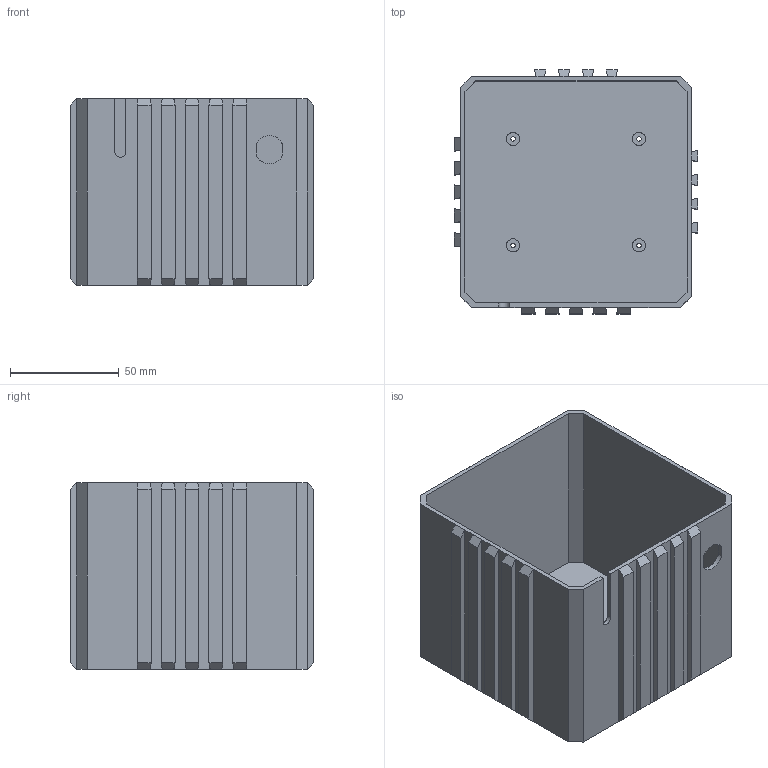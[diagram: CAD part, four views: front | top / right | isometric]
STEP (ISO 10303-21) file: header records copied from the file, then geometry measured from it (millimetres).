
FILE_DESCRIPTION(/* description */ (''),/* implementation_level */ '2;1');
FILE_NAME(/* name */ 'PERIST~1',/* time_stamp */ '2019-02-04T20:01:34-05:00',/* author */ (''),/* organization */ (''),/* preprocessor_version */ 'ST-DEVELOPER v15',/* originating_system */ '',/* authorisation */ '');
FILE_SCHEMA (('AUTOMOTIVE_DESIGN'));
Length unit declared in the file: millimetre
Products named in the file (1): Document
Bounding box: 112.31 x 112.31 x 86 mm (x, y, z)
Volume: 116419.6 mm3; surface area: 102577.2 mm2
Topology: 5 solids, 5 shells, 166 faces, 411 edges, 258 vertices
Faces by surface type: plane 135, bspline 31
Entity records: 5721 total; most frequent: CARTESIAN_POINT 2980, ORIENTED_EDGE 792, EDGE_CURVE 396, B_SPLINE_CURVE_WITH_KNOTS 307, VERTEX_POINT 240, EDGE_LOOP 184, ADVANCED_FACE 166, FACE_OUTER_BOUND 166
